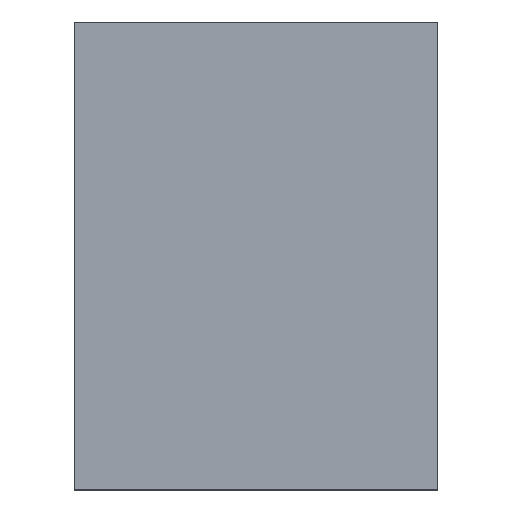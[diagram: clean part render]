
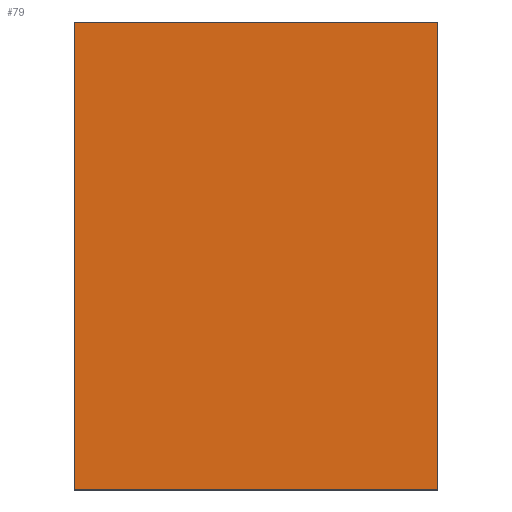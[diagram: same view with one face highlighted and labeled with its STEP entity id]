
A CAD part, top view. The second image highlights one B-rep face of the part: STEP entity #79.
In plain terms, the highlighted planar face has unit normal (0, 0, 1).
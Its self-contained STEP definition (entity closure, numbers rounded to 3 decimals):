
#79=ADVANCED_FACE('',(#154),#155,.T.);
#154=FACE_OUTER_BOUND('',#222,.T.);
#155=PLANE('',#223);
#222=EDGE_LOOP('',(#369,#370,#371,#372));
#223=AXIS2_PLACEMENT_3D('',#373,#374,#375);
#369=ORIENTED_EDGE('',*,*,#491,.F.);
#370=ORIENTED_EDGE('',*,*,#489,.T.);
#371=ORIENTED_EDGE('',*,*,#492,.F.);
#372=ORIENTED_EDGE('',*,*,#478,.T.);
#373=CARTESIAN_POINT('',(12.0,10.313,4.2));
#374=DIRECTION('',(0.0,0.0,1.0));
#375=DIRECTION('',(0.0,-1.0,0.0));
#478=EDGE_CURVE('',#586,#584,#587,.T.);
#489=EDGE_CURVE('',#596,#598,#600,.T.);
#491=EDGE_CURVE('',#596,#584,#602,.T.);
#492=EDGE_CURVE('',#586,#598,#603,.T.);
#584=VERTEX_POINT('',#729);
#586=VERTEX_POINT('',#732);
#587=LINE('',#733,#734);
#596=VERTEX_POINT('',#748);
#598=VERTEX_POINT('',#751);
#600=LINE('',#754,#755);
#602=LINE('',#757,#758);
#603=LINE('',#759,#760);
#729=CARTESIAN_POINT('',(8.15,0.0,4.2));
#732=CARTESIAN_POINT('',(0.0,0.0,4.2));
#733=CARTESIAN_POINT('',(12.0,0.0,4.2));
#734=VECTOR('',#823,1.0);
#748=CARTESIAN_POINT('',(8.15,10.5,4.2));
#751=CARTESIAN_POINT('',(0.0,10.5,4.2));
#754=CARTESIAN_POINT('',(12.0,10.5,4.2));
#755=VECTOR('',#831,1.0);
#757=CARTESIAN_POINT('',(8.15,-174.641,4.2));
#758=VECTOR('',#832,1.0);
#759=CARTESIAN_POINT('',(0.0,-174.641,4.2));
#760=VECTOR('',#833,1.0);
#823=DIRECTION('',(1.0,0.0,0.0));
#831=DIRECTION('',(-1.0,0.0,0.0));
#832=DIRECTION('',(0.0,-1.0,0.0));
#833=DIRECTION('',(0.0,1.0,0.0));
